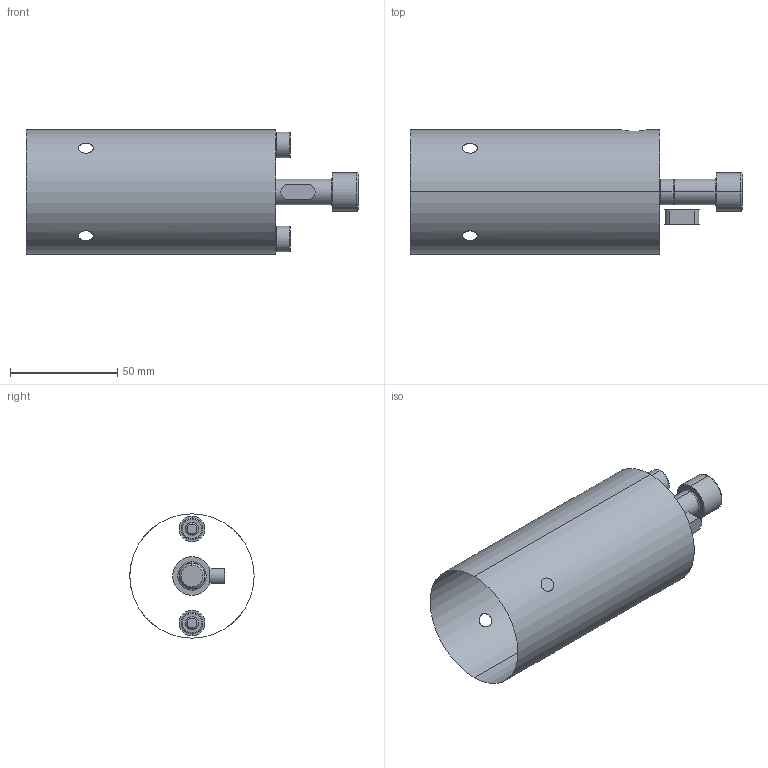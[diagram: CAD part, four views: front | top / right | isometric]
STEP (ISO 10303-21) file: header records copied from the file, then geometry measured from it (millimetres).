
FILE_DESCRIPTION (( 'STEP AP214' ), '1' );
FILE_NAME ('HA6.D27.K01.160.STEP', '2022-03-07T14:30:17', ( '' ), ( '' ), 'SwSTEP 2.0', 'SolidWorks 2017', '' );
FILE_SCHEMA (( 'AUTOMOTIVE_DESIGN' ));
Length unit declared in the file: millimetre
Products named in the file (5): D27-ER2.001.021_B; HA6-D27.K01.160_D_Fertigbearbeitung; D27-ER3.001.016_A; D27-ER1.002.030_A; HA6.D27.K01.160
Assembly tree (5 placements, depth 2):
  HA6.D27.K01.160
    HA6-D27.K01.160_D_Fertigbearbeitung
    D27-ER1.002.030_A
    D27-ER2.001.021_B  x2
    D27-ER3.001.016_A
Bounding box: 155 x 58 x 58 mm (x, y, z)
Volume: 9015.8 mm3; surface area: 25651.2 mm2
Topology: 4 solids, 5 shells, 115 faces, 257 edges, 152 vertices
Faces by surface type: plane 39, torus 28, cylinder 24, cone 24
Entity records: 2735 total; most frequent: CARTESIAN_POINT 796, DIRECTION 390, ORIENTED_EDGE 321, EDGE_CURVE 165, AXIS2_PLACEMENT_3D 162, VERTEX_POINT 101, EDGE_LOOP 85, CIRCLE 78
